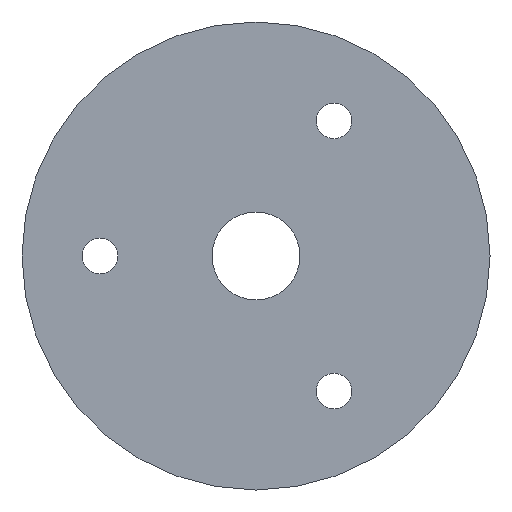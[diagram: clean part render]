
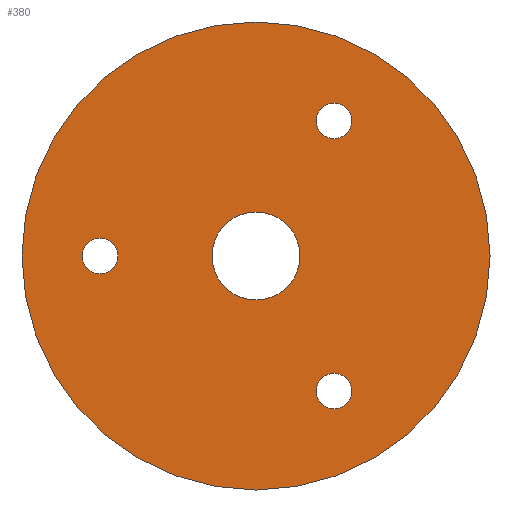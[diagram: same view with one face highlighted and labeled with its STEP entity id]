
A CAD part, front view. The second image highlights one B-rep face of the part: STEP entity #380.
In plain terms, the highlighted planar face has unit normal (0, -1, 0).
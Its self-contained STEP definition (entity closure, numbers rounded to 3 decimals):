
#22=FACE_BOUND('',#108,.T.);
#23=FACE_BOUND('',#109,.T.);
#24=FACE_BOUND('',#110,.T.);
#25=FACE_BOUND('',#111,.T.);
#31=CIRCLE('',#398,3.1);
#38=CIRCLE('',#410,1.25);
#39=CIRCLE('',#412,1.25);
#40=CIRCLE('',#414,1.25);
#41=CIRCLE('',#416,16.5);
#83=FACE_OUTER_BOUND('',#107,.T.);
#107=EDGE_LOOP('',(#348));
#108=EDGE_LOOP('',(#349));
#109=EDGE_LOOP('',(#350));
#110=EDGE_LOOP('',(#351));
#111=EDGE_LOOP('',(#352));
#185=VERTEX_POINT('',#710);
#191=VERTEX_POINT('',#767);
#192=VERTEX_POINT('',#771);
#193=VERTEX_POINT('',#775);
#194=VERTEX_POINT('',#779);
#232=EDGE_CURVE('',#185,#185,#31,.T.);
#242=EDGE_CURVE('',#191,#191,#38,.T.);
#244=EDGE_CURVE('',#192,#192,#39,.T.);
#246=EDGE_CURVE('',#193,#193,#40,.T.);
#247=EDGE_CURVE('',#194,#194,#41,.T.);
#348=ORIENTED_EDGE('',*,*,#247,.T.);
#349=ORIENTED_EDGE('',*,*,#232,.F.);
#350=ORIENTED_EDGE('',*,*,#242,.T.);
#351=ORIENTED_EDGE('',*,*,#244,.T.);
#352=ORIENTED_EDGE('',*,*,#246,.T.);
#363=PLANE('',#415);
#380=ADVANCED_FACE('',(#83,#22,#23,#24,#25),#363,.T.);
#398=AXIS2_PLACEMENT_3D('',#712,#467,#468);
#410=AXIS2_PLACEMENT_3D('',#769,#492,#493);
#412=AXIS2_PLACEMENT_3D('',#773,#497,#498);
#414=AXIS2_PLACEMENT_3D('',#777,#502,#503);
#415=AXIS2_PLACEMENT_3D('',#778,#504,#505);
#416=AXIS2_PLACEMENT_3D('',#780,#506,#507);
#467=DIRECTION('center_axis',(0.,-1.,0.));
#468=DIRECTION('ref_axis',(-1.,0.,0.));
#492=DIRECTION('center_axis',(0.,1.,0.));
#493=DIRECTION('ref_axis',(-1.,0.,0.));
#497=DIRECTION('center_axis',(0.,1.,0.));
#498=DIRECTION('ref_axis',(-1.,0.,0.));
#502=DIRECTION('center_axis',(0.,1.,0.));
#503=DIRECTION('ref_axis',(-1.,0.,0.));
#504=DIRECTION('center_axis',(0.,-1.,0.));
#505=DIRECTION('ref_axis',(1.,0.,0.));
#506=DIRECTION('center_axis',(0.,-1.,0.));
#507=DIRECTION('ref_axis',(1.,0.,0.));
#710=CARTESIAN_POINT('',(3.1,-13.5,0.));
#712=CARTESIAN_POINT('Origin',(0.,-13.5,0.));
#767=CARTESIAN_POINT('',(-9.75,-13.5,0.));
#769=CARTESIAN_POINT('Origin',(-11.,-13.5,0.));
#771=CARTESIAN_POINT('',(6.75,-13.5,-9.526));
#773=CARTESIAN_POINT('Origin',(5.5,-13.5,-9.526));
#775=CARTESIAN_POINT('',(6.75,-13.5,9.526));
#777=CARTESIAN_POINT('Origin',(5.5,-13.5,9.526));
#778=CARTESIAN_POINT('Origin',(0.,-13.5,0.));
#779=CARTESIAN_POINT('',(-16.5,-13.5,0.));
#780=CARTESIAN_POINT('Origin',(0.,-13.5,0.));
